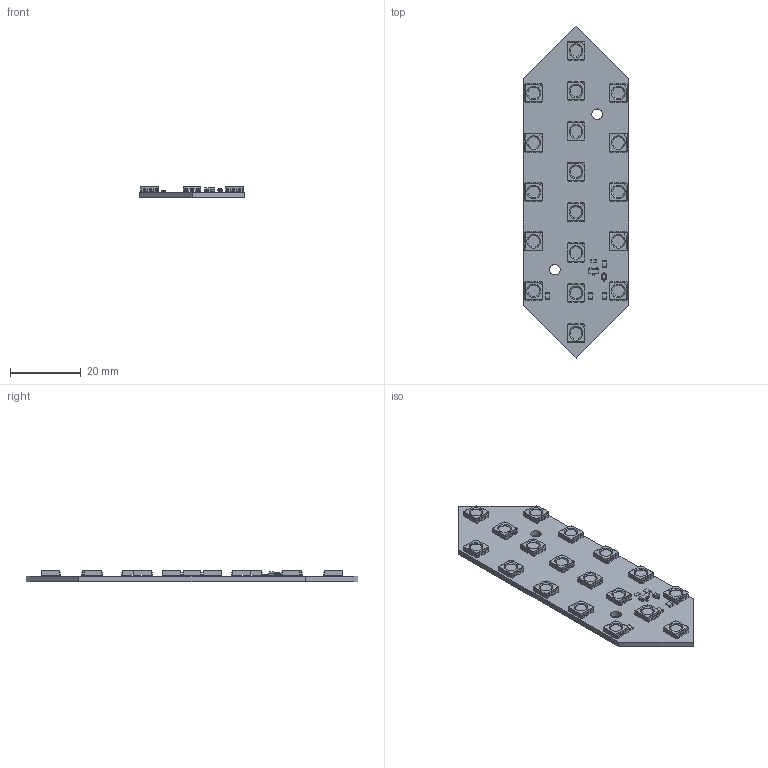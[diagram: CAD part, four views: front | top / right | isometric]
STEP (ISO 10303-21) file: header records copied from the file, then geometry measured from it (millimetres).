
FILE_DESCRIPTION(('KiCad electronic assembly'),'2;1');
FILE_NAME('bigass_7_segment.step','2023-06-29T12:31:56',('Pcbnew'),( 'Kicad'),'Open CASCADE STEP processor 7.6','KiCad to STEP converter' ,'Unknown');
FILE_SCHEMA(('AUTOMOTIVE_DESIGN { 1 0 10303 214 1 1 1 1 }'));
Length unit declared in the file: millimetre
Products named in the file (12): bigass_7_segment 1; D_SOD-323; SOLID; R_0603_1608Metric; LED_RGB_5050-6; R_0805_2012Metric; SOT-23; PCB
Assembly tree (31 placements, depth 3):
  bigass_7_segment 1
    D_SOD-323
      SOLID
    R_0603_1608Metric
      SOLID
    LED_RGB_5050-6  x18
      SOLID
    R_0805_2012Metric  x4
      SOLID
    SOT-23
      SOLID
    PCB
Bounding box: 30 x 94 x 3.23 mm (x, y, z)
Volume: 4335.3 mm3; surface area: 6930.3 mm2
Topology: 26 solids, 26 shells, 2083 faces, 6478 edges, 4250 vertices
Faces by surface type: plane 1194, cylinder 818, bspline 53, cone 18
Full cylindrical faces by diameter (mm): 3 x2, 3.333 x18
Entity records: 22862 total; most frequent: CARTESIAN_POINT 4418, DIRECTION 2925, LINE 1972, VECTOR 1972, ORIENTED_EDGE 1634, PCURVE 1634, DEFINITIONAL_REPRESENTATION 1634, EDGE_CURVE 817
